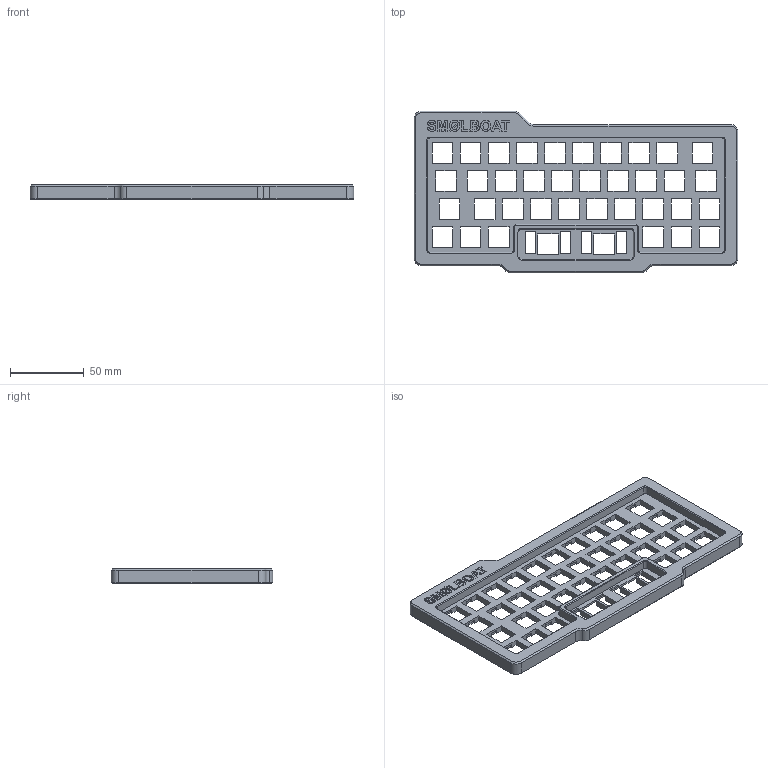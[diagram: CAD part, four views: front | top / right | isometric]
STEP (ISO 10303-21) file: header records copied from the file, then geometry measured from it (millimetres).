
FILE_DESCRIPTION(/* description */ (''),/* implementation_level */ '2;1');
FILE_NAME(/* name */ 'Smolboat Unistagger Cutiepie Top.step',/* time_stamp */ '2024-01-09T17:40:16-08:00',/* author */ (''),/* organization */ (''),/* preprocessor_version */ 'ST-DEVELOPER v20',/* originating_system */ 'Autodesk Translation Framework v12.14.0.127',/* authorisation */ '');
FILE_SCHEMA (('AUTOMOTIVE_DESIGN { 1 0 10303 214 3 1 1 }'));
Length unit declared in the file: millimetre
Products named in the file (1): Smolboat Unistagger Cutiepie Top
Bounding box: 219.53 x 109.46 x 10 mm (x, y, z)
Volume: 93482.6 mm3; surface area: 49078.2 mm2
Topology: 1 solids, 1 shells, 751 faces, 2130 edges, 1400 vertices
Faces by surface type: plane 602, bspline 87, cone 32, cylinder 30
Full cylindrical faces by diameter (mm): 3 x8
Entity records: 24927 total; most frequent: CARTESIAN_POINT 5761, ORIENTED_EDGE 4260, DIRECTION 3378, EDGE_CURVE 2130, LINE 1864, VECTOR 1864, VERTEX_POINT 1400, EDGE_LOOP 854
